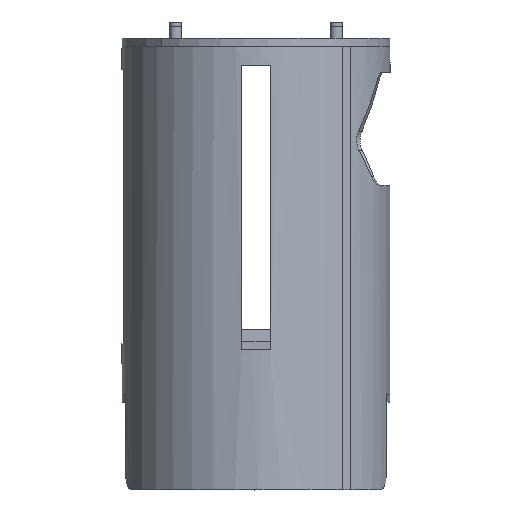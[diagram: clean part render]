
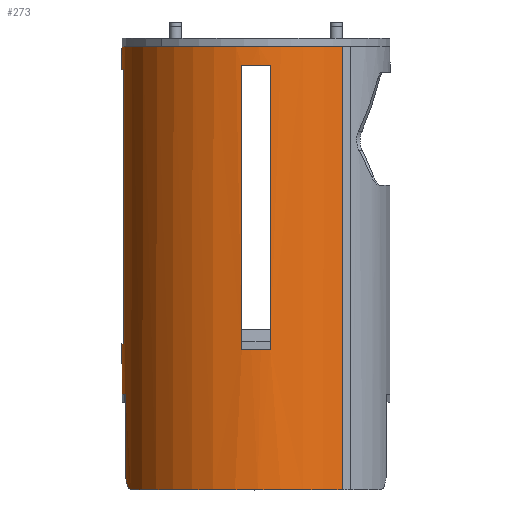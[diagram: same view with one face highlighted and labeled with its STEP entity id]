
A CAD part, top view. The second image highlights one B-rep face of the part: STEP entity #273.
In plain terms, the highlighted cylindrical face has radius 33 mm (diameter 66 mm), a partial arc.
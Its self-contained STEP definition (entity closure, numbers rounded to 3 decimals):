
#273=ADVANCED_FACE('',(#911,#912,#913),#914,.T.);
#911=FACE_BOUND('',#2254,.T.);
#912=FACE_BOUND('',#2255,.T.);
#913=FACE_OUTER_BOUND('',#2256,.T.);
#914=CYLINDRICAL_SURFACE('',#2257,33.0);
#2254=EDGE_LOOP('',(#4925,#4926,#4927,#4928));
#2255=EDGE_LOOP('',(#4929,#4930,#4931,#4932));
#2256=EDGE_LOOP('',(#4933,#4934,#4935,#4936,#4937,#4938,#4939,#4940,#4941,#4942));
#2257=AXIS2_PLACEMENT_3D('',#4943,#4944,#4945);
#4925=ORIENTED_EDGE('',*,*,#10034,.F.);
#4926=ORIENTED_EDGE('',*,*,#10035,.T.);
#4927=ORIENTED_EDGE('',*,*,#10036,.F.);
#4928=ORIENTED_EDGE('',*,*,#10037,.F.);
#4929=ORIENTED_EDGE('',*,*,#10038,.F.);
#4930=ORIENTED_EDGE('',*,*,#10039,.T.);
#4931=ORIENTED_EDGE('',*,*,#10040,.F.);
#4932=ORIENTED_EDGE('',*,*,#10041,.F.);
#4933=ORIENTED_EDGE('',*,*,#10042,.F.);
#4934=ORIENTED_EDGE('',*,*,#10043,.F.);
#4935=ORIENTED_EDGE('',*,*,#10044,.F.);
#4936=ORIENTED_EDGE('',*,*,#10045,.F.);
#4937=ORIENTED_EDGE('',*,*,#10046,.F.);
#4938=ORIENTED_EDGE('',*,*,#10047,.T.);
#4939=ORIENTED_EDGE('',*,*,#10048,.F.);
#4940=ORIENTED_EDGE('',*,*,#10049,.F.);
#4941=ORIENTED_EDGE('',*,*,#10050,.T.);
#4942=ORIENTED_EDGE('',*,*,#10051,.F.);
#4943=CARTESIAN_POINT('',(0.,72.929,24.229));
#4944=DIRECTION('',(0.0,-1.0,-0.0));
#4945=DIRECTION('',(-0.643,0.0,-0.766));
#10034=EDGE_CURVE('',#11763,#11764,#11765,.T.);
#10035=EDGE_CURVE('',#11763,#11766,#11767,.T.);
#10036=EDGE_CURVE('',#11768,#11766,#11769,.T.);
#10037=EDGE_CURVE('',#11764,#11768,#11770,.T.);
#10038=EDGE_CURVE('',#11771,#11772,#11773,.T.);
#10039=EDGE_CURVE('',#11771,#11774,#11775,.T.);
#10040=EDGE_CURVE('',#11776,#11774,#11777,.T.);
#10041=EDGE_CURVE('',#11772,#11776,#11778,.T.);
#10042=EDGE_CURVE('',#11779,#11780,#11781,.T.);
#10043=EDGE_CURVE('',#11782,#11779,#11783,.T.);
#10044=EDGE_CURVE('',#11784,#11782,#11785,.T.);
#10045=EDGE_CURVE('',#11786,#11784,#11787,.T.);
#10046=EDGE_CURVE('',#11788,#11786,#11789,.T.);
#10047=EDGE_CURVE('',#11788,#11790,#11791,.T.);
#10048=EDGE_CURVE('',#11792,#11790,#11793,.T.);
#10049=EDGE_CURVE('',#11794,#11792,#11795,.T.);
#10050=EDGE_CURVE('',#11794,#11796,#11797,.T.);
#10051=EDGE_CURVE('',#11780,#11796,#11798,.T.);
#11763=VERTEX_POINT('',#14616);
#11764=VERTEX_POINT('',#14617);
#11765=CIRCLE('',#14618,33.0);
#11766=VERTEX_POINT('',#14619);
#11767=LINE('',#14620,#14621);
#11768=VERTEX_POINT('',#14622);
#11769=CIRCLE('',#14623,33.0);
#11770=LINE('',#14624,#14625);
#11771=VERTEX_POINT('',#14626);
#11772=VERTEX_POINT('',#14627);
#11773=CIRCLE('',#14628,33.0);
#11774=VERTEX_POINT('',#14629);
#11775=LINE('',#14630,#14631);
#11776=VERTEX_POINT('',#14632);
#11777=CIRCLE('',#14633,33.0);
#11778=LINE('',#14634,#14635);
#11779=VERTEX_POINT('',#14636);
#11780=VERTEX_POINT('',#14637);
#11781=LINE('',#14638,#14639);
#11782=VERTEX_POINT('',#14640);
#11783=CIRCLE('',#14641,33.0);
#11784=VERTEX_POINT('',#14642);
#11785=LINE('',#14643,#14644);
#11786=VERTEX_POINT('',#14645);
#11787=CIRCLE('',#14646,33.0);
#11788=VERTEX_POINT('',#14647);
#11789=B_SPLINE_CURVE_WITH_KNOTS('',3,(#14648,#14649,#14650,#14651,#14652,#14653,#14654,#14655,#14656),.UNSPECIFIED.,.F.,.F.,(4,1,1,1,1,1,4),(0.,0.202,0.345,0.516,0.684,0.82,1.),.UNSPECIFIED.);
#11790=VERTEX_POINT('',#14657);
#11791=LINE('',#14658,#14659);
#11792=VERTEX_POINT('',#14660);
#11793=CIRCLE('',#14661,33.0);
#11794=VERTEX_POINT('',#14662);
#11795=LINE('',#14663,#14664);
#11796=VERTEX_POINT('',#14665);
#11797=B_SPLINE_CURVE_WITH_KNOTS('',3,(#14666,#14667,#14668,#14669,#14670,#14671,#14672,#14673,#14674),.UNSPECIFIED.,.F.,.F.,(4,1,1,1,1,1,4),(0.,0.202,0.345,0.516,0.684,0.82,1.),.UNSPECIFIED.);
#11798=CIRCLE('',#14675,33.0);
#14616=CARTESIAN_POINT('',(-32.622,-5.671,19.249));
#14617=CARTESIAN_POINT('',(-32.616,-5.671,29.249));
#14618=AXIS2_PLACEMENT_3D('',#18465,#18466,#18467);
#14619=CARTESIAN_POINT('',(-32.622,61.829,19.249));
#14620=CARTESIAN_POINT('',(-32.622,-5.671,19.249));
#14621=VECTOR('',#18468,67.5);
#14622=CARTESIAN_POINT('',(-32.616,61.829,29.249));
#14623=AXIS2_PLACEMENT_3D('',#18469,#18470,#18471);
#14624=CARTESIAN_POINT('',(-32.616,-5.671,29.249));
#14625=VECTOR('',#18472,67.5);
#14626=CARTESIAN_POINT('',(-3.48,-7.171,57.045));
#14627=CARTESIAN_POINT('',(3.52,-7.171,57.041));
#14628=AXIS2_PLACEMENT_3D('',#18473,#18474,#18475);
#14629=CARTESIAN_POINT('',(-3.48,62.829,57.045));
#14630=CARTESIAN_POINT('',(-3.48,-7.171,57.045));
#14631=VECTOR('',#18476,70.0);
#14632=CARTESIAN_POINT('',(3.52,62.829,57.041));
#14633=AXIS2_PLACEMENT_3D('',#18477,#18478,#18479);
#14634=CARTESIAN_POINT('',(3.52,-7.171,57.041));
#14635=VECTOR('',#18480,70.0);
#14636=CARTESIAN_POINT('',(21.212,67.479,49.509));
#14637=CARTESIAN_POINT('',(21.212,-41.521,49.509));
#14638=CARTESIAN_POINT('',(21.212,12.979,49.509));
#14639=VECTOR('',#18481,1.0);
#14640=CARTESIAN_POINT('',(-23.335,67.479,0.895));
#14641=AXIS2_PLACEMENT_3D('',#18482,#18483,#18484);
#14642=CARTESIAN_POINT('',(-23.335,-41.521,0.895));
#14643=CARTESIAN_POINT('',(-23.335,-41.521,0.895));
#14644=VECTOR('',#18485,109.0);
#14645=CARTESIAN_POINT('',(-30.554,-41.521,11.762));
#14646=AXIS2_PLACEMENT_3D('',#18486,#18487,#18488);
#14647=CARTESIAN_POINT('',(-32.09,-36.521,16.535));
#14648=CARTESIAN_POINT('',(-32.09,-36.521,16.535));
#14649=CARTESIAN_POINT('',(-32.09,-37.049,16.535));
#14650=CARTESIAN_POINT('',(-32.057,-37.952,16.395));
#14651=CARTESIAN_POINT('',(-31.919,-39.193,15.843));
#14652=CARTESIAN_POINT('',(-31.708,-40.188,15.069));
#14653=CARTESIAN_POINT('',(-31.411,-40.924,14.095));
#14654=CARTESIAN_POINT('',(-31.029,-41.405,12.973));
#14655=CARTESIAN_POINT('',(-30.733,-41.521,12.199));
#14656=CARTESIAN_POINT('',(-30.554,-41.521,11.762));
#14657=CARTESIAN_POINT('',(-32.09,-18.021,16.535));
#14658=CARTESIAN_POINT('',(-32.09,-36.521,16.535));
#14659=VECTOR('',#18489,18.5);
#14660=CARTESIAN_POINT('',(-32.09,-18.021,31.924));
#14661=AXIS2_PLACEMENT_3D('',#18490,#18491,#18492);
#14662=CARTESIAN_POINT('',(-32.09,-36.521,31.924));
#14663=CARTESIAN_POINT('',(-32.09,-36.521,31.924));
#14664=VECTOR('',#18493,18.5);
#14665=CARTESIAN_POINT('',(-30.554,-41.521,36.697));
#14666=CARTESIAN_POINT('',(-32.09,-36.521,31.924));
#14667=CARTESIAN_POINT('',(-32.09,-37.049,31.924));
#14668=CARTESIAN_POINT('',(-32.057,-37.952,32.064));
#14669=CARTESIAN_POINT('',(-31.919,-39.193,32.616));
#14670=CARTESIAN_POINT('',(-31.708,-40.188,33.39));
#14671=CARTESIAN_POINT('',(-31.411,-40.924,34.364));
#14672=CARTESIAN_POINT('',(-31.029,-41.405,35.486));
#14673=CARTESIAN_POINT('',(-30.733,-41.521,36.259));
#14674=CARTESIAN_POINT('',(-30.554,-41.521,36.697));
#14675=AXIS2_PLACEMENT_3D('',#18494,#18495,#18496);
#18465=CARTESIAN_POINT('',(0.,-5.671,24.229));
#18466=DIRECTION('',(0.0,1.0,0.0));
#18467=DIRECTION('',(-0.989,0.0,-0.151));
#18468=DIRECTION('',(0.0,1.0,0.0));
#18469=CARTESIAN_POINT('',(0.,61.829,24.229));
#18470=DIRECTION('',(-0.0,-1.0,0.0));
#18471=DIRECTION('',(-0.988,0.0,0.152));
#18472=DIRECTION('',(0.0,1.0,0.0));
#18473=CARTESIAN_POINT('',(0.,-7.171,24.229));
#18474=DIRECTION('',(0.0,1.0,0.0));
#18475=DIRECTION('',(-0.105,0.0,0.994));
#18476=DIRECTION('',(0.0,1.0,0.0));
#18477=CARTESIAN_POINT('',(0.,62.829,24.229));
#18478=DIRECTION('',(0.0,-1.0,0.0));
#18479=DIRECTION('',(0.107,0.0,0.994));
#18480=DIRECTION('',(0.0,1.0,0.0));
#18481=DIRECTION('',(0.0,-1.0,-0.0));
#18482=CARTESIAN_POINT('',(0.,67.479,24.229));
#18483=DIRECTION('',(0.0,1.0,0.0));
#18484=DIRECTION('',(-0.707,0.0,-0.707));
#18485=DIRECTION('',(0.0,1.0,0.0));
#18486=CARTESIAN_POINT('',(0.,-41.521,24.229));
#18487=DIRECTION('',(0.0,-1.0,-0.0));
#18488=DIRECTION('',(-0.926,0.0,-0.378));
#18489=DIRECTION('',(0.0,1.0,0.0));
#18490=CARTESIAN_POINT('',(0.,-18.021,24.229));
#18491=DIRECTION('',(-0.0,-1.0,0.0));
#18492=DIRECTION('',(-0.972,0.0,0.233));
#18493=DIRECTION('',(0.0,1.0,0.0));
#18494=CARTESIAN_POINT('',(0.,-41.521,24.229));
#18495=DIRECTION('',(0.0,-1.0,0.0));
#18496=DIRECTION('',(0.707,0.0,0.707));
